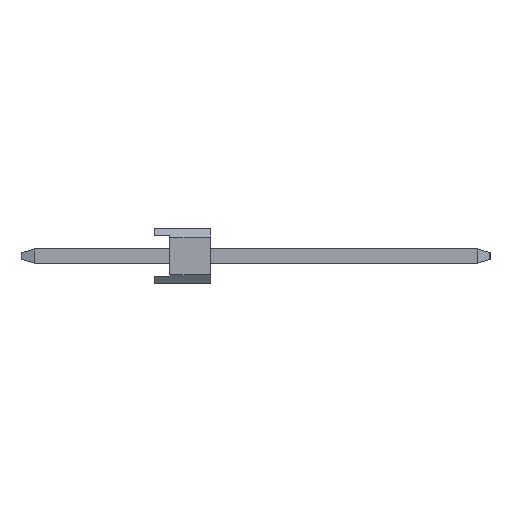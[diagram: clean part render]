
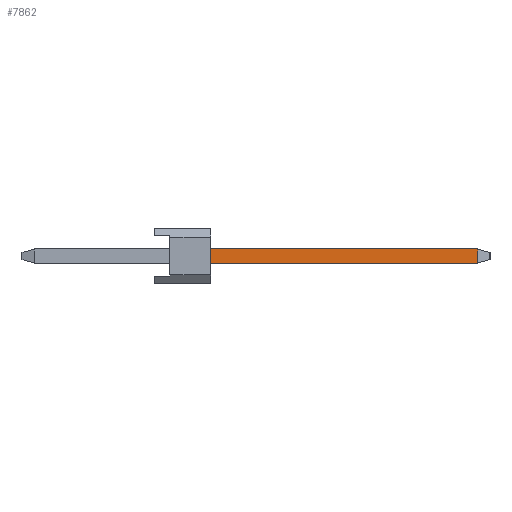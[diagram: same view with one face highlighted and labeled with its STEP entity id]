
A CAD part, left-side view. The second image highlights one B-rep face of the part: STEP entity #7862.
In plain terms, the highlighted planar face has unit normal (-1, 0, 0).
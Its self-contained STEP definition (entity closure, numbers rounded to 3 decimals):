
#4956=VERTEX_POINT('',#12517);
#5294=VERTEX_POINT('',#12883);
#5556=EDGE_CURVE('',#4956,#5294,#13179,.T.);
#6434=EDGE_CURVE('',#6564,#6960,#14147,.T.);
#6564=VERTEX_POINT('',#14288);
#6960=VERTEX_POINT('',#14725);
#7862=ADVANCED_FACE('',(#15700),#15701,.T.);
#8922=EDGE_CURVE('',#5294,#6564,#16891,.T.);
#9308=EDGE_CURVE('',#6960,#4956,#17310,.T.);
#12517=CARTESIAN_POINT('',(-29.53,-14.594,-0.32));
#12883=CARTESIAN_POINT('',(-29.53,-2.54,-0.32));
#13179=LINE('',#22197,#22198);
#14147=LINE('',#23591,#23592);
#14288=CARTESIAN_POINT('',(-29.53,-2.54,0.32));
#14725=CARTESIAN_POINT('',(-29.53,-14.594,0.32));
#15700=FACE_OUTER_BOUND('',#25839,.T.);
#15701=PLANE('',#25840);
#16891=LINE('',#27547,#27548);
#17310=LINE('',#28200,#28201);
#22197=CARTESIAN_POINT('',(-29.53,5.414,-0.32));
#22198=VECTOR('',#33483,1.0);
#23591=CARTESIAN_POINT('',(-29.53,-4.59,0.32));
#23592=VECTOR('',#34440,1.0);
#25839=EDGE_LOOP('',(#35821,#35822,#35823,#35824));
#25840=AXIS2_PLACEMENT_3D('',#35825,#35826,#35827);
#27547=CARTESIAN_POINT('',(-29.53,-2.54,0.252));
#27548=VECTOR('',#37250,1.0);
#28200=CARTESIAN_POINT('',(-29.53,-14.594,0.5));
#28201=VECTOR('',#37633,1.0);
#33483=DIRECTION('',(0.,1.0,0.));
#34440=DIRECTION('',(0.,-1.0,0.));
#35821=ORIENTED_EDGE('',*,*,#8922,.F.);
#35822=ORIENTED_EDGE('',*,*,#5556,.F.);
#35823=ORIENTED_EDGE('',*,*,#9308,.F.);
#35824=ORIENTED_EDGE('',*,*,#6434,.F.);
#35825=CARTESIAN_POINT('',(-29.53,5.414,0.5));
#35826=DIRECTION('',(-1.0,0.,0.));
#35827=DIRECTION('',(0.,1.0,0.));
#37250=DIRECTION('',(0.,0.,1.0));
#37633=DIRECTION('',(0.0,0.,-1.0));
